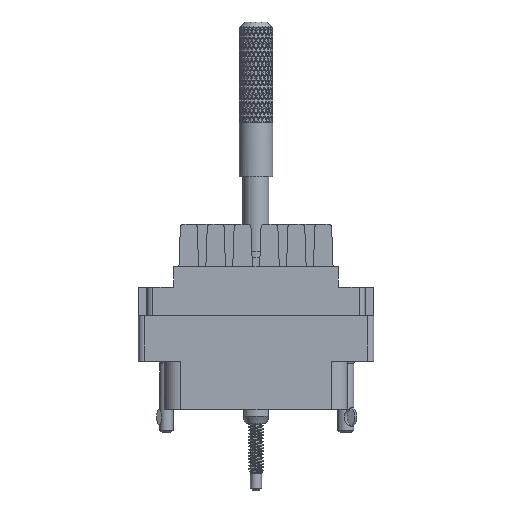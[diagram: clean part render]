
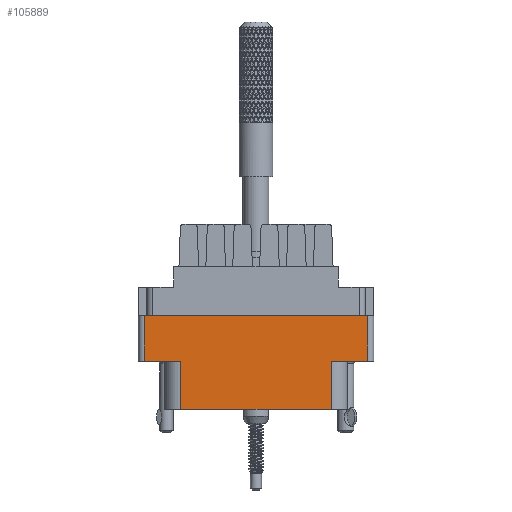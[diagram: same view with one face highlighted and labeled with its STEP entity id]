
A CAD part, front view. The second image highlights one B-rep face of the part: STEP entity #105889.
In plain terms, the highlighted planar face has unit normal (0, -1, 0).
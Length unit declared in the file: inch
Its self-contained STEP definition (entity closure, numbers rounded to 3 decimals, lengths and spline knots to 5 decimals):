
#569 = FACE_OUTER_BOUND ( 'NONE', #147308, .T. ) ;
#732 = DIRECTION ( 'NONE',  ( 0., 0., -1. ) ) ;
#3523 = PLANE ( 'NONE',  #89550 ) ;
#9135 = VECTOR ( 'NONE', #58965, 39.37008 ) ;
#18146 = EDGE_CURVE ( 'NONE', #160176, #118115, #152175, .T. ) ;
#18169 = VECTOR ( 'NONE', #152026, 39.37008 ) ;
#23801 = DIRECTION ( 'NONE',  ( 1., 0., 0. ) ) ;
#27433 = VERTEX_POINT ( 'NONE', #71115 ) ;
#28223 = CARTESIAN_POINT ( 'NONE',  ( 0.624, -0.343, -0.529 ) ) ;
#30375 = CARTESIAN_POINT ( 'NONE',  ( 0., -0.343, -0.529 ) ) ;
#35724 = EDGE_CURVE ( 'NONE', #27433, #108846, #176048, .T. ) ;
#36917 = CARTESIAN_POINT ( 'NONE',  ( 0.624, -0.343, -0.274 ) ) ;
#37317 = VECTOR ( 'NONE', #95241, 39.37008 ) ;
#37818 = EDGE_CURVE ( 'NONE', #188573, #132877, #121157, .T. ) ;
#38205 = CARTESIAN_POINT ( 'NONE',  ( -0.42052, -0.343, -0.798 ) ) ;
#40860 = VECTOR ( 'NONE', #163983, 39.37008 ) ;
#41087 = CARTESIAN_POINT ( 'NONE',  ( -0.624, -0.343, -0.798 ) ) ;
#43713 = CARTESIAN_POINT ( 'NONE',  ( -0.624, -0.343, -0.274 ) ) ;
#44249 = CARTESIAN_POINT ( 'NONE',  ( 0.624, -0.343, -0.798 ) ) ;
#50248 = CARTESIAN_POINT ( 'NONE',  ( -0.42052, -0.343, -0.798 ) ) ;
#50332 = CARTESIAN_POINT ( 'NONE',  ( -0.42052, -0.343, -0.529 ) ) ;
#52721 = CARTESIAN_POINT ( 'NONE',  ( -0.656, -0.343, -0.798 ) ) ;
#58965 = DIRECTION ( 'NONE',  ( 0., 0., -1. ) ) ;
#62588 = EDGE_CURVE ( 'NONE', #188573, #118115, #123964, .T. ) ;
#63511 = VERTEX_POINT ( 'NONE', #38205 ) ;
#71115 = CARTESIAN_POINT ( 'NONE',  ( -0.624, -0.343, -0.529 ) ) ;
#73908 = LINE ( 'NONE', #41087, #9135 ) ;
#77308 = DIRECTION ( 'NONE',  ( 0., 0., -1. ) ) ;
#86464 = VECTOR ( 'NONE', #150937, 39.37008 ) ;
#86559 = ORIENTED_EDGE ( 'NONE', *, *, #146935, .T. ) ;
#89550 = AXIS2_PLACEMENT_3D ( 'NONE', #155068, #153109, #77308 ) ;
#92964 = ORIENTED_EDGE ( 'NONE', *, *, #132539, .T. ) ;
#95241 = DIRECTION ( 'NONE',  ( 1., 0., 0. ) ) ;
#96099 = LINE ( 'NONE', #50248, #190656 ) ;
#101383 = ORIENTED_EDGE ( 'NONE', *, *, #62588, .T. ) ;
#101713 = ORIENTED_EDGE ( 'NONE', *, *, #166249, .T. ) ;
#103378 = CARTESIAN_POINT ( 'NONE',  ( 0.42052, -0.343, -0.529 ) ) ;
#103594 = VECTOR ( 'NONE', #23801, 39.37008 ) ;
#105889 = ADVANCED_FACE ( 'NONE', ( #569 ), #3523, .T. ) ;
#106323 = DIRECTION ( 'NONE',  ( 0., 0., 1. ) ) ;
#106656 = VERTEX_POINT ( 'NONE', #186310 ) ;
#108846 = VERTEX_POINT ( 'NONE', #50332 ) ;
#117130 = VECTOR ( 'NONE', #106323, 39.37008 ) ;
#118115 = VERTEX_POINT ( 'NONE', #36917 ) ;
#121157 = LINE ( 'NONE', #30375, #18169 ) ;
#123964 = LINE ( 'NONE', #44249, #86464 ) ;
#132103 = CARTESIAN_POINT ( 'NONE',  ( 0., -0.343, -0.529 ) ) ;
#132539 = EDGE_CURVE ( 'NONE', #63511, #106656, #142520, .T. ) ;
#132877 = VERTEX_POINT ( 'NONE', #159196 ) ;
#134892 = ORIENTED_EDGE ( 'NONE', *, *, #148796, .T. ) ;
#135842 = ORIENTED_EDGE ( 'NONE', *, *, #37818, .F. ) ;
#142520 = LINE ( 'NONE', #52721, #103594 ) ;
#146935 = EDGE_CURVE ( 'NONE', #106656, #132877, #148282, .T. ) ;
#147308 = EDGE_LOOP ( 'NONE', ( #156117, #101713, #151125, #134892, #92964, #86559, #135842, #101383 ) ) ;
#148282 = LINE ( 'NONE', #103378, #117130 ) ;
#148796 = EDGE_CURVE ( 'NONE', #108846, #63511, #96099, .T. ) ;
#150937 = DIRECTION ( 'NONE',  ( 0., 0., 1. ) ) ;
#151125 = ORIENTED_EDGE ( 'NONE', *, *, #35724, .T. ) ;
#152026 = DIRECTION ( 'NONE',  ( -1., 0., 0. ) ) ;
#152175 = LINE ( 'NONE', #184117, #37317 ) ;
#153109 = DIRECTION ( 'NONE',  ( 0., -1., 0. ) ) ;
#155068 = CARTESIAN_POINT ( 'NONE',  ( -0.656, -0.343, -0.798 ) ) ;
#156117 = ORIENTED_EDGE ( 'NONE', *, *, #18146, .F. ) ;
#159196 = CARTESIAN_POINT ( 'NONE',  ( 0.42052, -0.343, -0.529 ) ) ;
#160176 = VERTEX_POINT ( 'NONE', #43713 ) ;
#163983 = DIRECTION ( 'NONE',  ( 1., 0., 0. ) ) ;
#166249 = EDGE_CURVE ( 'NONE', #160176, #27433, #73908, .T. ) ;
#176048 = LINE ( 'NONE', #132103, #40860 ) ;
#184117 = CARTESIAN_POINT ( 'NONE',  ( 0., -0.343, -0.274 ) ) ;
#186310 = CARTESIAN_POINT ( 'NONE',  ( 0.42052, -0.343, -0.798 ) ) ;
#188573 = VERTEX_POINT ( 'NONE', #28223 ) ;
#190656 = VECTOR ( 'NONE', #732, 39.37008 ) ;
